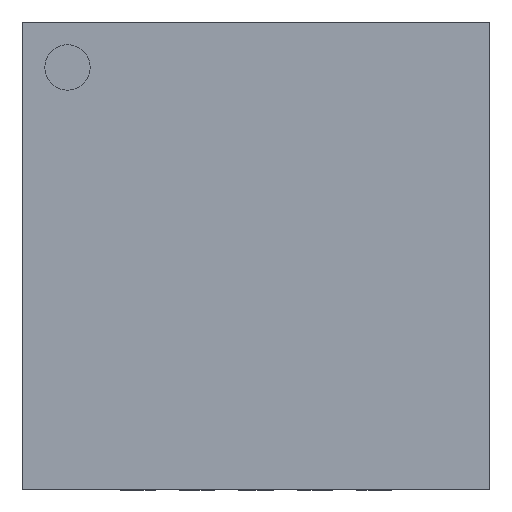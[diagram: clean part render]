
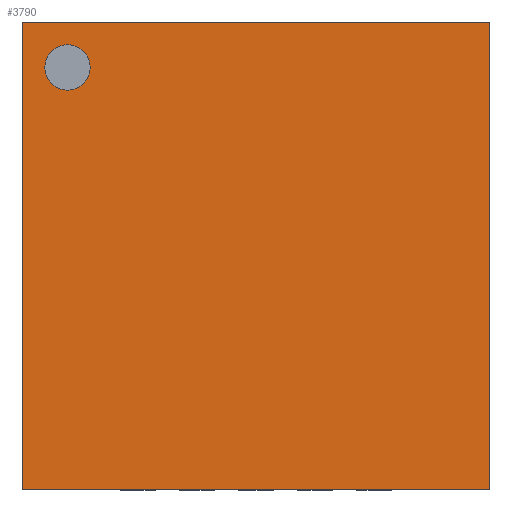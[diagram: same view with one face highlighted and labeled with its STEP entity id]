
A CAD part, top view. The second image highlights one B-rep face of the part: STEP entity #3790.
In plain terms, the highlighted planar face has unit normal (0, 0, 1).
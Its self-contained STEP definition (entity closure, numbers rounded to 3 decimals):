
#17=FACE_BOUND($,#607,.T.);
#82=CIRCLE($,#4006,0.25);
#382=FACE_OUTER_BOUND($,#606,.T.);
#606=EDGE_LOOP($,(#3365,#3366,#3367,#3368));
#607=EDGE_LOOP($,(#3369));
#1037=LINE($,#6248,#1473);
#1039=LINE($,#6252,#1475);
#1041=LINE($,#6256,#1477);
#1043=LINE($,#6259,#1479);
#1473=VECTOR($,#5152,5.15);
#1475=VECTOR($,#5156,5.15);
#1477=VECTOR($,#5160,5.15);
#1479=VECTOR($,#5164,5.15);
#1650=VERTEX_POINT($,#5725);
#1824=VERTEX_POINT($,#6245);
#1825=VERTEX_POINT($,#6247);
#1826=VERTEX_POINT($,#6251);
#1827=VERTEX_POINT($,#6255);
#2078=EDGE_CURVE($,#1650,#1650,#82,.T.);
#2337=EDGE_CURVE($,#1824,#1825,#1037,.T.);
#2339=EDGE_CURVE($,#1825,#1826,#1039,.T.);
#2341=EDGE_CURVE($,#1826,#1827,#1041,.T.);
#2343=EDGE_CURVE($,#1827,#1824,#1043,.T.);
#3365=ORIENTED_EDGE($,*,*,#2337,.F.);
#3366=ORIENTED_EDGE($,*,*,#2343,.F.);
#3367=ORIENTED_EDGE($,*,*,#2341,.F.);
#3368=ORIENTED_EDGE($,*,*,#2339,.F.);
#3369=ORIENTED_EDGE($,*,*,#2078,.T.);
#3570=PLANE($,#4139);
#3790=ADVANCED_FACE($,(#382,#17),#3570,.T.);
#4006=AXIS2_PLACEMENT_3D($,#5726,#4675,#4676);
#4139=AXIS2_PLACEMENT_3D($,#6260,#5165,#5166);
#4675=DIRECTION('center_axis',(0.,0.,-1.));
#4676=DIRECTION('ref_axis',(1.,0.,0.));
#5152=DIRECTION($,(0.,1.,0.));
#5156=DIRECTION($,(1.,0.,0.));
#5160=DIRECTION($,(0.,-1.,0.));
#5164=DIRECTION($,(-1.,0.,0.));
#5165=DIRECTION('center_axis',(0.,0.,1.));
#5166=DIRECTION('ref_axis',(1.,0.,0.));
#5725=CARTESIAN_POINT('',(-1.825,2.075,0.8));
#5726=CARTESIAN_POINT('Origin',(-2.075,2.075,0.8));
#6245=CARTESIAN_POINT('',(-2.575,-2.575,0.8));
#6247=CARTESIAN_POINT('',(-2.575,2.575,0.8));
#6248=CARTESIAN_POINT($,(-2.575,2.575,0.8));
#6251=CARTESIAN_POINT('',(2.575,2.575,0.8));
#6252=CARTESIAN_POINT($,(2.575,2.575,0.8));
#6255=CARTESIAN_POINT('',(2.575,-2.575,0.8));
#6256=CARTESIAN_POINT($,(2.575,-2.575,0.8));
#6259=CARTESIAN_POINT($,(-2.575,-2.575,0.8));
#6260=CARTESIAN_POINT('Origin',(0.,0.,
0.8));
